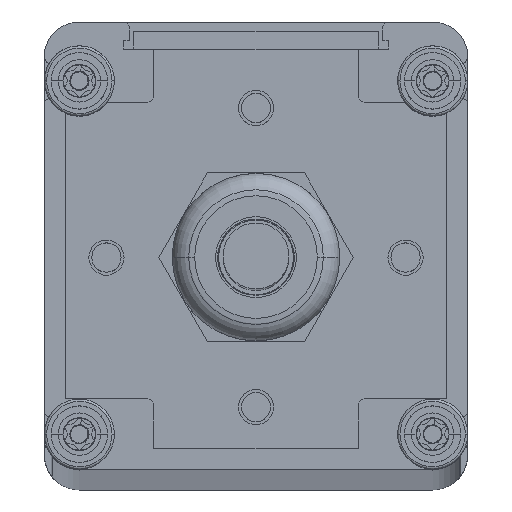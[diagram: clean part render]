
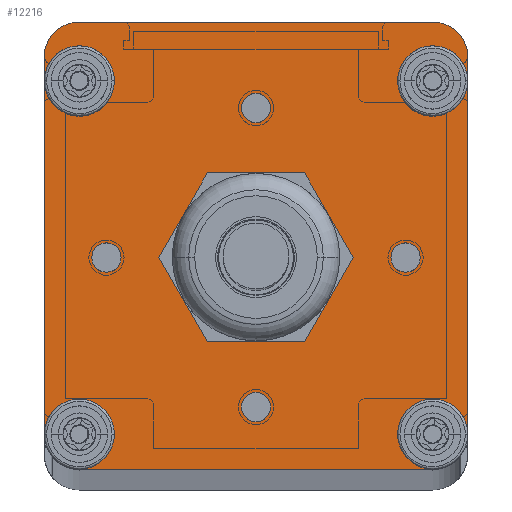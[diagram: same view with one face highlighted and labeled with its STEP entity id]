
A CAD part, top view. The second image highlights one B-rep face of the part: STEP entity #12216.
In plain terms, the highlighted planar face has unit normal (0, 0, 1).
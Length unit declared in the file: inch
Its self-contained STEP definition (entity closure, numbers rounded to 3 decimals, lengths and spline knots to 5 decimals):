
#11607=CARTESIAN_POINT('',(33.,35.,2.6));
#11608=DIRECTION('',(0.,0.,1.));
#11609=DIRECTION('',(1.,0.,0.));
#11610=AXIS2_PLACEMENT_3D('',#11607,#11608,#11609);
#11625=CARTESIAN_POINT('',(33.,3.,2.6));
#11626=DIRECTION('',(0.,0.,1.));
#11627=DIRECTION('',(0.,-1.,0.));
#11628=AXIS2_PLACEMENT_3D('',#11625,#11626,#11627);
#11643=CARTESIAN_POINT('',(3.,3.,2.6));
#11644=DIRECTION('',(0.,0.,1.));
#11645=DIRECTION('',(-1.,0.,0.));
#11646=AXIS2_PLACEMENT_3D('',#11643,#11644,#11645);
#11661=CARTESIAN_POINT('',(3.,35.,2.6));
#11662=DIRECTION('',(0.,0.,1.));
#11663=DIRECTION('',(0.,1.,0.));
#11664=AXIS2_PLACEMENT_3D('',#11661,#11662,#11663);
#11675=DIRECTION('',(0.,1.,0.));
#11676=VECTOR('',#11675,32.);
#11677=CARTESIAN_POINT('',(36.,3.,2.6));
#11678=LINE('',#11677,#11676);
#11679=DIRECTION('',(1.,0.,0.));
#11680=VECTOR('',#11679,30.);
#11681=CARTESIAN_POINT('',(3.,0.,2.6));
#11682=LINE('',#11681,#11680);
#11683=DIRECTION('',(0.,-1.,0.));
#11684=VECTOR('',#11683,32.);
#11685=CARTESIAN_POINT('',(0.,35.,2.6));
#11686=LINE('',#11685,#11684);
#11687=DIRECTION('',(-1.,0.,0.));
#11688=VECTOR('',#11687,30.);
#11689=CARTESIAN_POINT('',(33.,38.,2.6));
#11690=LINE('',#11689,#11688);
#11691=CARTESIAN_POINT('',(3.,3.,2.6));
#11692=DIRECTION('',(0.,0.,1.));
#11693=DIRECTION('',(1.,0.,0.));
#11694=AXIS2_PLACEMENT_3D('',#11691,#11692,#11693);
#11696=CARTESIAN_POINT('',(3.,3.,2.6));
#11697=DIRECTION('',(0.,0.,1.));
#11698=DIRECTION('',(-1.,0.,0.));
#11699=AXIS2_PLACEMENT_3D('',#11696,#11697,#11698);
#11701=CARTESIAN_POINT('',(33.,3.,2.6));
#11702=DIRECTION('',(0.,0.,1.));
#11703=DIRECTION('',(1.,0.,0.));
#11704=AXIS2_PLACEMENT_3D('',#11701,#11702,#11703);
#11706=CARTESIAN_POINT('',(33.,3.,2.6));
#11707=DIRECTION('',(0.,0.,1.));
#11708=DIRECTION('',(-1.,0.,0.));
#11709=AXIS2_PLACEMENT_3D('',#11706,#11707,#11708);
#11711=CARTESIAN_POINT('',(3.,33.,2.6));
#11712=DIRECTION('',(0.,0.,1.));
#11713=DIRECTION('',(1.,0.,0.));
#11714=AXIS2_PLACEMENT_3D('',#11711,#11712,#11713);
#11716=CARTESIAN_POINT('',(3.,33.,2.6));
#11717=DIRECTION('',(0.,0.,1.));
#11718=DIRECTION('',(-1.,0.,0.));
#11719=AXIS2_PLACEMENT_3D('',#11716,#11717,#11718);
#11721=CARTESIAN_POINT('',(33.,33.,2.6));
#11722=DIRECTION('',(0.,0.,1.));
#11723=DIRECTION('',(1.,0.,0.));
#11724=AXIS2_PLACEMENT_3D('',#11721,#11722,#11723);
#11726=CARTESIAN_POINT('',(33.,33.,2.6));
#11727=DIRECTION('',(0.,0.,1.));
#11728=DIRECTION('',(-1.,0.,0.));
#11729=AXIS2_PLACEMENT_3D('',#11726,#11727,#11728);
#11731=CARTESIAN_POINT('',(18.,18.,2.6));
#11732=DIRECTION('',(0.,0.,1.));
#11733=DIRECTION('',(1.,0.,0.));
#11734=AXIS2_PLACEMENT_3D('',#11731,#11732,#11733);
#11736=CARTESIAN_POINT('',(18.,18.,2.6));
#11737=DIRECTION('',(0.,0.,1.));
#11738=DIRECTION('',(-1.,0.,0.));
#11739=AXIS2_PLACEMENT_3D('',#11736,#11737,#11738);
#11741=CARTESIAN_POINT('',(18.,5.3,2.6));
#11742=DIRECTION('',(0.,0.,1.));
#11743=DIRECTION('',(-1.,0.,0.));
#11744=AXIS2_PLACEMENT_3D('',#11741,#11742,#11743);
#11746=CARTESIAN_POINT('',(18.,5.3,2.6));
#11747=DIRECTION('',(0.,0.,1.));
#11748=DIRECTION('',(1.,0.,0.));
#11749=AXIS2_PLACEMENT_3D('',#11746,#11747,#11748);
#11751=CARTESIAN_POINT('',(18.,30.7,2.6));
#11752=DIRECTION('',(0.,0.,1.));
#11753=DIRECTION('',(-1.,0.,0.));
#11754=AXIS2_PLACEMENT_3D('',#11751,#11752,#11753);
#11756=CARTESIAN_POINT('',(18.,30.7,2.6));
#11757=DIRECTION('',(0.,0.,1.));
#11758=DIRECTION('',(1.,0.,0.));
#11759=AXIS2_PLACEMENT_3D('',#11756,#11757,#11758);
#11761=CARTESIAN_POINT('',(5.3,18.,2.6));
#11762=DIRECTION('',(0.,0.,1.));
#11763=DIRECTION('',(-1.,0.,0.));
#11764=AXIS2_PLACEMENT_3D('',#11761,#11762,#11763);
#11766=CARTESIAN_POINT('',(5.3,18.,2.6));
#11767=DIRECTION('',(0.,0.,1.));
#11768=DIRECTION('',(1.,0.,0.));
#11769=AXIS2_PLACEMENT_3D('',#11766,#11767,#11768);
#11771=CARTESIAN_POINT('',(30.7,18.,2.6));
#11772=DIRECTION('',(0.,0.,1.));
#11773=DIRECTION('',(-1.,0.,0.));
#11774=AXIS2_PLACEMENT_3D('',#11771,#11772,#11773);
#11776=CARTESIAN_POINT('',(30.7,18.,2.6));
#11777=DIRECTION('',(0.,0.,1.));
#11778=DIRECTION('',(1.,0.,0.));
#11779=AXIS2_PLACEMENT_3D('',#11776,#11777,#11778);
#11853=CARTESIAN_POINT('',(36.,35.,2.6));
#11855=VERTEX_POINT('',#11853);
#11857=CARTESIAN_POINT('',(33.,38.,2.6));
#11858=VERTEX_POINT('',#11857);
#11861=CARTESIAN_POINT('',(33.,0.,2.6));
#11863=VERTEX_POINT('',#11861);
#11865=CARTESIAN_POINT('',(36.,3.,2.6));
#11866=VERTEX_POINT('',#11865);
#11869=CARTESIAN_POINT('',(3.,38.,2.6));
#11871=VERTEX_POINT('',#11869);
#11873=CARTESIAN_POINT('',(0.,35.,2.6));
#11874=VERTEX_POINT('',#11873);
#11877=CARTESIAN_POINT('',(0.,3.,2.6));
#11879=VERTEX_POINT('',#11877);
#11881=CARTESIAN_POINT('',(3.,0.,2.6));
#11882=VERTEX_POINT('',#11881);
#11893=CARTESIAN_POINT('',(4.8,3.,2.6));
#11894=CARTESIAN_POINT('',(1.2,3.,2.6));
#11895=VERTEX_POINT('',#11893);
#11896=VERTEX_POINT('',#11894);
#11897=CARTESIAN_POINT('',(34.8,3.,2.6));
#11898=CARTESIAN_POINT('',(31.2,3.,2.6));
#11899=VERTEX_POINT('',#11897);
#11900=VERTEX_POINT('',#11898);
#11909=CARTESIAN_POINT('',(4.8,33.,2.6));
#11910=CARTESIAN_POINT('',(1.2,33.,2.6));
#11911=VERTEX_POINT('',#11909);
#11912=VERTEX_POINT('',#11910);
#11913=CARTESIAN_POINT('',(34.8,33.,2.6));
#11914=CARTESIAN_POINT('',(31.2,33.,2.6));
#11915=VERTEX_POINT('',#11913);
#11916=VERTEX_POINT('',#11914);
#11921=CARTESIAN_POINT('',(23.1,18.,2.6));
#11922=CARTESIAN_POINT('',(12.9,18.,2.6));
#11923=VERTEX_POINT('',#11921);
#11924=VERTEX_POINT('',#11922);
#11929=CARTESIAN_POINT('',(16.75,5.3,2.6));
#11930=CARTESIAN_POINT('',(19.25,5.3,2.6));
#11931=VERTEX_POINT('',#11929);
#11932=VERTEX_POINT('',#11930);
#11937=CARTESIAN_POINT('',(16.75,30.7,2.6));
#11938=CARTESIAN_POINT('',(19.25,30.7,2.6));
#11939=VERTEX_POINT('',#11937);
#11940=VERTEX_POINT('',#11938);
#11945=CARTESIAN_POINT('',(4.05,18.,2.6));
#11946=CARTESIAN_POINT('',(6.55,18.,2.6));
#11947=VERTEX_POINT('',#11945);
#11948=VERTEX_POINT('',#11946);
#11953=CARTESIAN_POINT('',(29.45,18.,2.6));
#11954=CARTESIAN_POINT('',(31.95,18.,2.6));
#11955=VERTEX_POINT('',#11953);
#11956=VERTEX_POINT('',#11954);
#12147=CARTESIAN_POINT('',(0.,0.,2.6));
#12148=DIRECTION('',(0.,0.,1.));
#12149=DIRECTION('',(1.,0.,0.));
#12150=AXIS2_PLACEMENT_3D('',#12147,#12148,#12149);
#12151=PLANE('',#12150);
#12152=ORIENTED_EDGE('',*,*,#12042,.F.);
#12153=ORIENTED_EDGE('',*,*,#12059,.F.);
#12154=ORIENTED_EDGE('',*,*,#12071,.F.);
#12155=ORIENTED_EDGE('',*,*,#12087,.F.);
#12156=ORIENTED_EDGE('',*,*,#12099,.F.);
#12157=ORIENTED_EDGE('',*,*,#12113,.F.);
#12158=ORIENTED_EDGE('',*,*,#12127,.F.);
#12159=ORIENTED_EDGE('',*,*,#12140,.F.);
#12160=EDGE_LOOP('',(#12152,#12153,#12154,#12155,#12156,#12157,#12158,#12159));
#12161=FACE_OUTER_BOUND('',#12160,.F.);
#12163=ORIENTED_EDGE('',*,*,#12162,.T.);
#12165=ORIENTED_EDGE('',*,*,#12164,.T.);
#12166=EDGE_LOOP('',(#12163,#12165));
#12167=FACE_BOUND('',#12166,.F.);
#12169=ORIENTED_EDGE('',*,*,#12168,.T.);
#12171=ORIENTED_EDGE('',*,*,#12170,.T.);
#12172=EDGE_LOOP('',(#12169,#12171));
#12173=FACE_BOUND('',#12172,.F.);
#12175=ORIENTED_EDGE('',*,*,#12174,.T.);
#12177=ORIENTED_EDGE('',*,*,#12176,.T.);
#12178=EDGE_LOOP('',(#12175,#12177));
#12179=FACE_BOUND('',#12178,.F.);
#12181=ORIENTED_EDGE('',*,*,#12180,.T.);
#12183=ORIENTED_EDGE('',*,*,#12182,.T.);
#12184=EDGE_LOOP('',(#12181,#12183));
#12185=FACE_BOUND('',#12184,.F.);
#12187=ORIENTED_EDGE('',*,*,#12186,.T.);
#12189=ORIENTED_EDGE('',*,*,#12188,.T.);
#12190=EDGE_LOOP('',(#12187,#12189));
#12191=FACE_BOUND('',#12190,.F.);
#12193=ORIENTED_EDGE('',*,*,#12192,.T.);
#12195=ORIENTED_EDGE('',*,*,#12194,.T.);
#12196=EDGE_LOOP('',(#12193,#12195));
#12197=FACE_BOUND('',#12196,.F.);
#12199=ORIENTED_EDGE('',*,*,#12198,.T.);
#12201=ORIENTED_EDGE('',*,*,#12200,.T.);
#12202=EDGE_LOOP('',(#12199,#12201));
#12203=FACE_BOUND('',#12202,.F.);
#12205=ORIENTED_EDGE('',*,*,#12204,.T.);
#12207=ORIENTED_EDGE('',*,*,#12206,.T.);
#12208=EDGE_LOOP('',(#12205,#12207));
#12209=FACE_BOUND('',#12208,.F.);
#12211=ORIENTED_EDGE('',*,*,#12210,.T.);
#12213=ORIENTED_EDGE('',*,*,#12212,.T.);
#12214=EDGE_LOOP('',(#12211,#12213));
#12215=FACE_BOUND('',#12214,.F.);
#12216=ADVANCED_FACE('',(#12161,#12167,#12173,#12179,#12185,#12191,#12197,
#12203,#12209,#12215),#12151,.T.);
#11611=CIRCLE('',#11610,3.);
#11629=CIRCLE('',#11628,3.);
#11647=CIRCLE('',#11646,3.);
#11665=CIRCLE('',#11664,3.);
#11695=CIRCLE('',#11694,1.8);
#11700=CIRCLE('',#11699,1.8);
#11705=CIRCLE('',#11704,1.8);
#11710=CIRCLE('',#11709,1.8);
#11715=CIRCLE('',#11714,1.8);
#11720=CIRCLE('',#11719,1.8);
#11725=CIRCLE('',#11724,1.8);
#11730=CIRCLE('',#11729,1.8);
#11735=CIRCLE('',#11734,5.1);
#11740=CIRCLE('',#11739,5.1);
#11745=CIRCLE('',#11744,1.25);
#11750=CIRCLE('',#11749,1.25);
#11755=CIRCLE('',#11754,1.25);
#11760=CIRCLE('',#11759,1.25);
#11765=CIRCLE('',#11764,1.25);
#11770=CIRCLE('',#11769,1.25);
#11775=CIRCLE('',#11774,1.25);
#11780=CIRCLE('',#11779,1.25);
#12042=EDGE_CURVE('',#11855,#11858,#11611,.T.);
#12059=EDGE_CURVE('',#11866,#11855,#11678,.T.);
#12071=EDGE_CURVE('',#11863,#11866,#11629,.T.);
#12087=EDGE_CURVE('',#11882,#11863,#11682,.T.);
#12099=EDGE_CURVE('',#11879,#11882,#11647,.T.);
#12113=EDGE_CURVE('',#11874,#11879,#11686,.T.);
#12127=EDGE_CURVE('',#11871,#11874,#11665,.T.);
#12140=EDGE_CURVE('',#11858,#11871,#11690,.T.);
#12162=EDGE_CURVE('',#11895,#11896,#11695,.T.);
#12164=EDGE_CURVE('',#11896,#11895,#11700,.T.);
#12168=EDGE_CURVE('',#11899,#11900,#11705,.T.);
#12170=EDGE_CURVE('',#11900,#11899,#11710,.T.);
#12174=EDGE_CURVE('',#11911,#11912,#11715,.T.);
#12176=EDGE_CURVE('',#11912,#11911,#11720,.T.);
#12180=EDGE_CURVE('',#11915,#11916,#11725,.T.);
#12182=EDGE_CURVE('',#11916,#11915,#11730,.T.);
#12186=EDGE_CURVE('',#11923,#11924,#11735,.T.);
#12188=EDGE_CURVE('',#11924,#11923,#11740,.T.);
#12192=EDGE_CURVE('',#11931,#11932,#11745,.T.);
#12194=EDGE_CURVE('',#11932,#11931,#11750,.T.);
#12198=EDGE_CURVE('',#11939,#11940,#11755,.T.);
#12200=EDGE_CURVE('',#11940,#11939,#11760,.T.);
#12204=EDGE_CURVE('',#11947,#11948,#11765,.T.);
#12206=EDGE_CURVE('',#11948,#11947,#11770,.T.);
#12210=EDGE_CURVE('',#11955,#11956,#11775,.T.);
#12212=EDGE_CURVE('',#11956,#11955,#11780,.T.);
